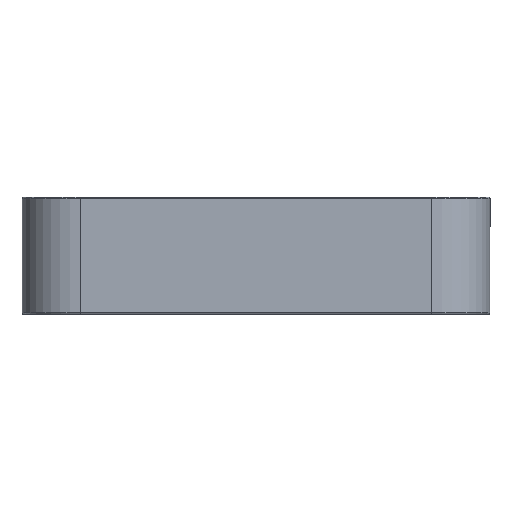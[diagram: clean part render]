
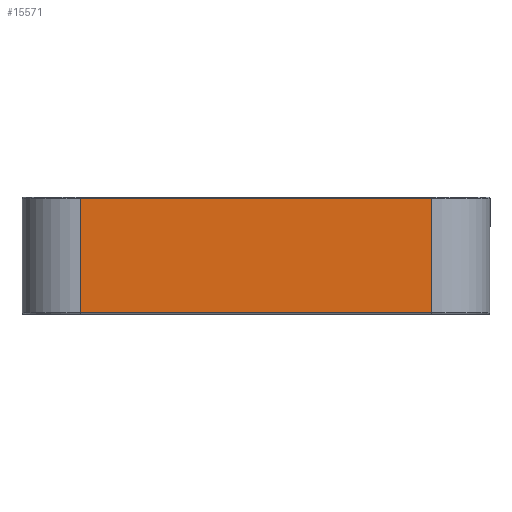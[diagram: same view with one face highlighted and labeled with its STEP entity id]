
A CAD part, top view. The second image highlights one B-rep face of the part: STEP entity #15571.
In plain terms, the highlighted planar face has unit normal (0, 0, 1).
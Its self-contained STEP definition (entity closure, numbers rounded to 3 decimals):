
#58=PLANE('',#16481);
#346=LINE('',#23698,#1706);
#373=LINE('',#23805,#1733);
#378=LINE('',#23831,#1738);
#379=LINE('',#23833,#1739);
#1706=VECTOR('',#18418,10.);
#1733=VECTOR('',#18515,10.);
#1738=VECTOR('',#18552,10.);
#1739=VECTOR('',#18555,10.);
#3631=FACE_OUTER_BOUND('',#4477,.T.);
#4477=EDGE_LOOP('',(#10705,#10706,#10707,#10708));
#6463=VERTEX_POINT('',#23688);
#6465=VERTEX_POINT('',#23694);
#6508=VERTEX_POINT('',#23795);
#6510=VERTEX_POINT('',#23801);
#8119=EDGE_CURVE('',#6463,#6465,#346,.T.);
#8172=EDGE_CURVE('',#6508,#6510,#373,.T.);
#8186=EDGE_CURVE('',#6510,#6463,#378,.T.);
#8187=EDGE_CURVE('',#6465,#6508,#379,.T.);
#10705=ORIENTED_EDGE('',*,*,#8119,.F.);
#10706=ORIENTED_EDGE('',*,*,#8186,.F.);
#10707=ORIENTED_EDGE('',*,*,#8172,.F.);
#10708=ORIENTED_EDGE('',*,*,#8187,.F.);
#15571=ADVANCED_FACE('',(#3631),#58,.T.);
#16481=AXIS2_PLACEMENT_3D('',#23832,#18553,#18554);
#18418=DIRECTION('',(-1.,0.,0.));
#18515=DIRECTION('',(1.,0.,0.));
#18552=DIRECTION('',(0.,-1.,0.));
#18553=DIRECTION('center_axis',(0.,0.,
1.));
#18554=DIRECTION('ref_axis',(-1.,0.,0.));
#18555=DIRECTION('',(0.,1.,0.));
#23688=CARTESIAN_POINT('',(0.,-4.9,35.));
#23694=CARTESIAN_POINT('',(-30.,-4.9,35.));
#23698=CARTESIAN_POINT('',(-15.125,-4.9,35.));
#23795=CARTESIAN_POINT('',(-30.,4.9,35.));
#23801=CARTESIAN_POINT('',(0.,4.9,35.));
#23805=CARTESIAN_POINT('',(-15.125,4.9,35.));
#23831=CARTESIAN_POINT('',(0.,0.,35.));
#23832=CARTESIAN_POINT('Origin',(0.,0.,
35.));
#23833=CARTESIAN_POINT('',(-30.,0.,35.));
